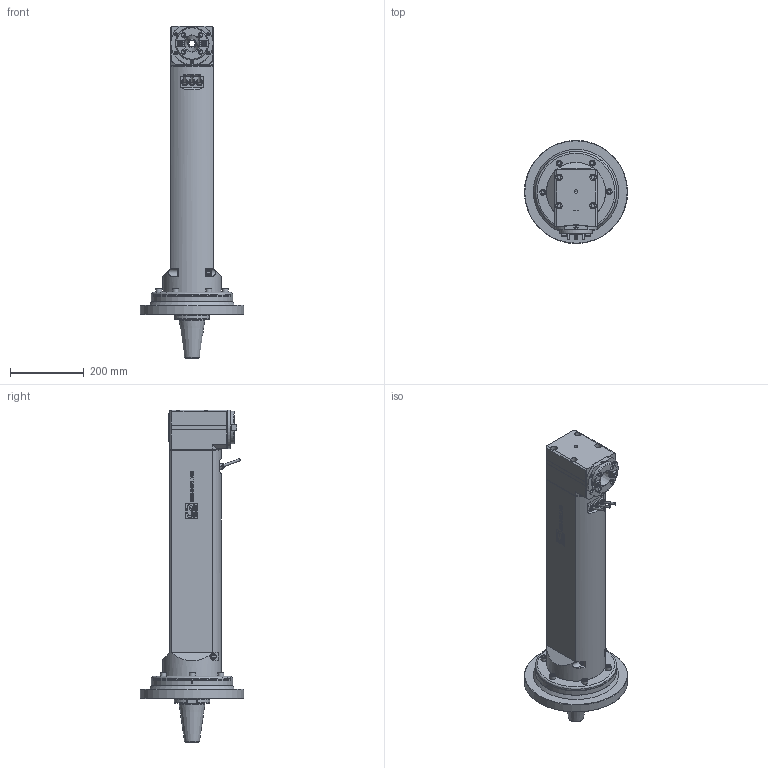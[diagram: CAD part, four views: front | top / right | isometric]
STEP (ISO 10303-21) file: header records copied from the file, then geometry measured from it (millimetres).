
FILE_DESCRIPTION(/* description */ (''),/* implementation_level */ '2;1');
FILE_NAME(/* name */ '9.G90.S4001-700XL-CAT50-TS5891.stp',/* time_stamp */ '2025-10-27T14:28:25-04:00',/* author */ ('jkrenzer'),/* organization */ (''),/* preprocessor_version */ 'ST-DEVELOPER v20',/* originating_system */ 'Autodesk Inventor 2025',/* authorisation */ '');
FILE_SCHEMA (('AUTOMOTIVE_DESIGN { 1 0 10303 214 3 1 1 }'));
Products named in the file (4): 9.G90.S4001-700XL-CAT50-TS5891; 9.G90.S4001-700XL-TS5891 (GEARBOX ONLY); 9_SK_45_1   (Classic, Cat50, MTC); 9_UF_00005  (Classic MTC universal flange, Type 5)
Assembly tree (3 placements, depth 2):
  9.G90.S4001-700XL-CAT50-TS5891
    9.G90.S4001-700XL-TS5891 (GEARBOX ONLY)
    9_SK_45_1   (Classic, Cat50, MTC)
    9_UF_00005  (Classic MTC universal flange, Type 5)
Bounding box: 279.99 x 279.99 x 900.4 mm (x, y, z)
Volume: 11631640.8 mm3; surface area: 1356569.4 mm2
Topology: 18 solids, 41 shells, 2173 faces, 5457 edges, 3470 vertices
Faces by surface type: plane 829, cone 568, cylinder 487, bspline 256, torus 30, sphere 3
Full cylindrical faces by diameter (mm): 2 x1, 3.3 x3, 4 x6, 4.2 x4, 5 x11, 5.5 x5, 6 x10, 6.5 x2, 6.8 x12, 8 x6, 8.5 x25, 8.8 x16, 9 x13, 9.2 x2, 9.8 x4, 10 x17, 10.2 x1, 10.5 x12, 11 x2, 12 x4, 12.8 x2, 13 x6, 13.9 x1, 14 x15, 15 x1, 16 x6, 17 x5, 21.96 x1, 24 x1, 25 x4
Entity records: 80757 total; most frequent: CARTESIAN_POINT 28794, ORIENTED_EDGE 10804, DIRECTION 10782, EDGE_CURVE 5419, AXIS2_PLACEMENT_3D 4118, VERTEX_POINT 3470, LINE 2546, VECTOR 2546
